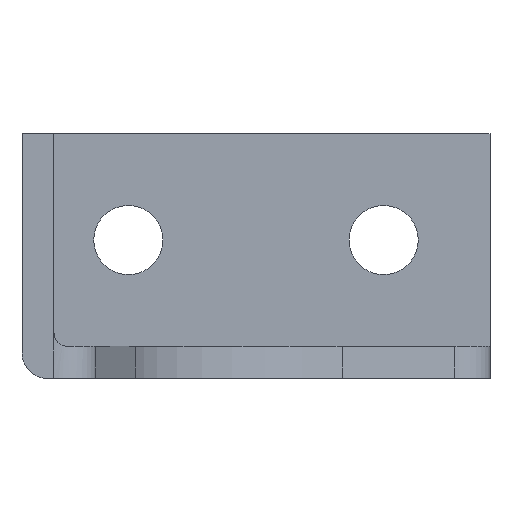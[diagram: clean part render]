
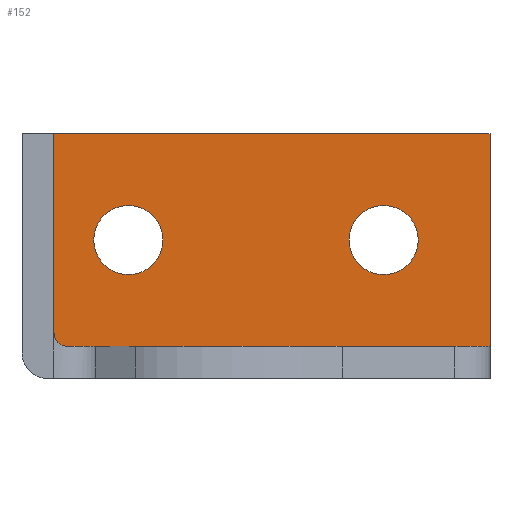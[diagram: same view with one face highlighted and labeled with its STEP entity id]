
A CAD part, front view. The second image highlights one B-rep face of the part: STEP entity #152.
In plain terms, the highlighted planar face has unit normal (0, -1, 0).
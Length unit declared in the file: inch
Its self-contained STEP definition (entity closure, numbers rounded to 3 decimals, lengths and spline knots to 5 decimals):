
#152=ADVANCED_FACE('',(#399,#400,#401),#402,.T.);
#178=EDGE_CURVE('',#442,#443,#444,.T.);
#250=EDGE_CURVE('',#556,#486,#557,.T.);
#298=EDGE_CURVE('',#486,#582,#626,.T.);
#354=EDGE_CURVE('',#582,#443,#698,.T.);
#399=FACE_OUTER_BOUND('',#752,.T.);
#400=FACE_BOUND('',#753,.T.);
#401=FACE_BOUND('',#754,.T.);
#402=PLANE('',#755);
#442=VERTEX_POINT('',#826);
#443=VERTEX_POINT('',#827);
#444=LINE('',#828,#829);
#486=VERTEX_POINT('',#908);
#556=VERTEX_POINT('',#1060);
#557=LINE('',#1061,#1062);
#582=VERTEX_POINT('',#1092);
#626=LINE('',#1182,#1183);
#698=LINE('',#1323,#1324);
#752=EDGE_LOOP('',(#1371,#1372,#1373,#1374,#1375,#1376));
#753=EDGE_LOOP('',(#1377,#1378,#1379,#1380));
#754=EDGE_LOOP('',(#1381,#1382,#1383,#1384));
#755=AXIS2_PLACEMENT_3D('',#1385,#1386,#1387);
#826=CARTESIAN_POINT('',(-0.16875,3.09381,0.15));
#827=CARTESIAN_POINT('',(-0.16875,3.09381,1.43753));
#828=CARTESIAN_POINT('',(-0.16875,3.09381,0.0));
#829=VECTOR('',#1435,1.0);
#908=CARTESIAN_POINT('',(2.5813,3.09381,0.0));
#1060=CARTESIAN_POINT('',(-0.01875,3.09381,0.0));
#1061=CARTESIAN_POINT('',(-0.16875,3.09381,0.0));
#1062=VECTOR('',#1554,1.0);
#1092=CARTESIAN_POINT('',(2.5813,3.09381,1.43753));
#1182=CARTESIAN_POINT('',(2.5813,3.09381,0.0));
#1183=VECTOR('',#1660,1.0);
#1323=CARTESIAN_POINT('',(-0.16875,3.09381,1.43753));
#1324=VECTOR('',#1757,1.0);
#1371=ORIENTED_EDGE('',*,*,#1777,.F.);
#1372=ORIENTED_EDGE('',*,*,#250,.T.);
#1373=ORIENTED_EDGE('',*,*,#298,.T.);
#1374=ORIENTED_EDGE('',*,*,#354,.T.);
#1375=ORIENTED_EDGE('',*,*,#178,.F.);
#1376=ORIENTED_EDGE('',*,*,#1778,.F.);
#1377=ORIENTED_EDGE('',*,*,#1779,.T.);
#1378=ORIENTED_EDGE('',*,*,#1780,.T.);
#1379=ORIENTED_EDGE('',*,*,#1781,.T.);
#1380=ORIENTED_EDGE('',*,*,#1782,.T.);
#1381=ORIENTED_EDGE('',*,*,#1783,.T.);
#1382=ORIENTED_EDGE('',*,*,#1784,.T.);
#1383=ORIENTED_EDGE('',*,*,#1785,.T.);
#1384=ORIENTED_EDGE('',*,*,#1786,.T.);
#1385=CARTESIAN_POINT('',(1.20628,3.09381,0.0));
#1386=DIRECTION('',(0.0,-1.0,0.0));
#1387=DIRECTION('',(1.0,0.0,0.0));
#1435=DIRECTION('',(0.0,0.0,1.0));
#1554=DIRECTION('',(1.0,0.0,0.0));
#1660=DIRECTION('',(0.0,0.0,1.0));
#1757=DIRECTION('',(-1.0,-0.0,-0.0));
#1777=EDGE_CURVE('',#556,#1887,#1888,.T.);
#1778=EDGE_CURVE('',#1887,#442,#1889,.T.);
#1779=EDGE_CURVE('',#1890,#1891,#1892,.T.);
#1780=EDGE_CURVE('',#1891,#1893,#1894,.T.);
#1781=EDGE_CURVE('',#1893,#1895,#1896,.T.);
#1782=EDGE_CURVE('',#1895,#1890,#1897,.T.);
#1783=EDGE_CURVE('',#1898,#1899,#1900,.T.);
#1784=EDGE_CURVE('',#1899,#1901,#1902,.T.);
#1785=EDGE_CURVE('',#1901,#1903,#1904,.T.);
#1786=EDGE_CURVE('',#1903,#1898,#1905,.T.);
#1887=VERTEX_POINT('',#2025);
#1888=CIRCLE('',#2026,0.15);
#1889=CIRCLE('',#2027,0.15);
#1890=VERTEX_POINT('',#2028);
#1891=VERTEX_POINT('',#2029);
#1892=B_SPLINE_CURVE_WITH_KNOTS('',3,(#2030,#2031,#2032,#2033),.UNSPECIFIED.,.F.,.F.,(4,4),(-1.0,-0.0),.UNSPECIFIED.);
#1893=VERTEX_POINT('',#2034);
#1894=B_SPLINE_CURVE_WITH_KNOTS('',3,(#2035,#2036,#2037,#2038),.UNSPECIFIED.,.F.,.F.,(4,4),(-1.0,-0.0),.UNSPECIFIED.);
#1895=VERTEX_POINT('',#2039);
#1896=B_SPLINE_CURVE_WITH_KNOTS('',3,(#2040,#2041,#2042,#2043),.UNSPECIFIED.,.F.,.F.,(4,4),(-1.0,-0.0),.UNSPECIFIED.);
#1897=B_SPLINE_CURVE_WITH_KNOTS('',3,(#2044,#2045,#2046,#2047),.UNSPECIFIED.,.F.,.F.,(4,4),(-1.0,-0.0),.UNSPECIFIED.);
#1898=VERTEX_POINT('',#2048);
#1899=VERTEX_POINT('',#2049);
#1900=B_SPLINE_CURVE_WITH_KNOTS('',3,(#2050,#2051,#2052,#2053),.UNSPECIFIED.,.F.,.F.,(4,4),(-1.0,-0.0),.UNSPECIFIED.);
#1901=VERTEX_POINT('',#2054);
#1902=B_SPLINE_CURVE_WITH_KNOTS('',3,(#2055,#2056,#2057,#2058),.UNSPECIFIED.,.F.,.F.,(4,4),(-1.0,-0.0),.UNSPECIFIED.);
#1903=VERTEX_POINT('',#2059);
#1904=B_SPLINE_CURVE_WITH_KNOTS('',3,(#2060,#2061,#2062,#2063),.UNSPECIFIED.,.F.,.F.,(4,4),(-1.0,-0.0),.UNSPECIFIED.);
#1905=B_SPLINE_CURVE_WITH_KNOTS('',3,(#2064,#2065,#2066,#2067),.UNSPECIFIED.,.F.,.F.,(4,4),(-1.0,-0.0),.UNSPECIFIED.);
#2025=CARTESIAN_POINT('',(-0.12482,3.09381,0.04393));
#2026=AXIS2_PLACEMENT_3D('',#2248,#2249,#2250);
#2027=AXIS2_PLACEMENT_3D('',#2251,#2252,#2253);
#2028=CARTESIAN_POINT('',(1.95629,3.09381,1.01565));
#2029=CARTESIAN_POINT('',(2.15943,3.09381,0.81251));
#2030=CARTESIAN_POINT('',(1.95629,3.09381,1.01565));
#2031=CARTESIAN_POINT('',(2.06849,3.09381,1.01565));
#2032=CARTESIAN_POINT('',(2.15943,3.09381,0.9247));
#2033=CARTESIAN_POINT('',(2.15943,3.09381,0.81251));
#2034=CARTESIAN_POINT('',(1.95629,3.09381,0.60939));
#2035=CARTESIAN_POINT('',(2.15943,3.09381,0.81251));
#2036=CARTESIAN_POINT('',(2.15943,3.09381,0.70034));
#2037=CARTESIAN_POINT('',(2.06849,3.09381,0.60939));
#2038=CARTESIAN_POINT('',(1.95629,3.09381,0.60939));
#2039=CARTESIAN_POINT('',(1.75317,3.09381,0.81251));
#2040=CARTESIAN_POINT('',(1.95629,3.09381,0.60939));
#2041=CARTESIAN_POINT('',(1.84411,3.09381,0.60939));
#2042=CARTESIAN_POINT('',(1.75317,3.09381,0.70034));
#2043=CARTESIAN_POINT('',(1.75317,3.09381,0.81251));
#2044=CARTESIAN_POINT('',(1.75317,3.09381,0.81251));
#2045=CARTESIAN_POINT('',(1.75317,3.09381,0.9247));
#2046=CARTESIAN_POINT('',(1.84411,3.09381,1.01565));
#2047=CARTESIAN_POINT('',(1.95629,3.09381,1.01565));
#2048=CARTESIAN_POINT('',(0.45626,3.09381,1.01565));
#2049=CARTESIAN_POINT('',(0.65939,3.09381,0.81251));
#2050=CARTESIAN_POINT('',(0.45626,3.09381,1.01565));
#2051=CARTESIAN_POINT('',(0.56845,3.09381,1.01565));
#2052=CARTESIAN_POINT('',(0.65939,3.09381,0.9247));
#2053=CARTESIAN_POINT('',(0.65939,3.09381,0.81251));
#2054=CARTESIAN_POINT('',(0.45626,3.09381,0.60939));
#2055=CARTESIAN_POINT('',(0.65939,3.09381,0.81251));
#2056=CARTESIAN_POINT('',(0.65939,3.09381,0.70034));
#2057=CARTESIAN_POINT('',(0.56845,3.09381,0.60939));
#2058=CARTESIAN_POINT('',(0.45626,3.09381,0.60939));
#2059=CARTESIAN_POINT('',(0.25313,3.09381,0.81251));
#2060=CARTESIAN_POINT('',(0.45626,3.09381,0.60939));
#2061=CARTESIAN_POINT('',(0.34407,3.09381,0.60939));
#2062=CARTESIAN_POINT('',(0.25313,3.09381,0.70034));
#2063=CARTESIAN_POINT('',(0.25313,3.09381,0.81251));
#2064=CARTESIAN_POINT('',(0.25313,3.09381,0.81251));
#2065=CARTESIAN_POINT('',(0.25313,3.09381,0.9247));
#2066=CARTESIAN_POINT('',(0.34407,3.09381,1.01565));
#2067=CARTESIAN_POINT('',(0.45626,3.09381,1.01565));
#2248=CARTESIAN_POINT('',(-0.01875,3.09381,0.15));
#2249=DIRECTION('',(0.0,1.0,0.0));
#2250=DIRECTION('',(-0.707,0.0,-0.707));
#2251=CARTESIAN_POINT('',(-0.01875,3.09381,0.15));
#2252=DIRECTION('',(0.0,1.0,0.0));
#2253=DIRECTION('',(-0.707,0.0,-0.707));
